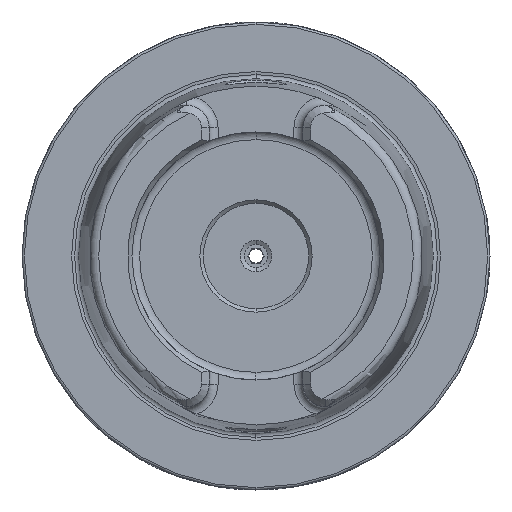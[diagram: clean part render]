
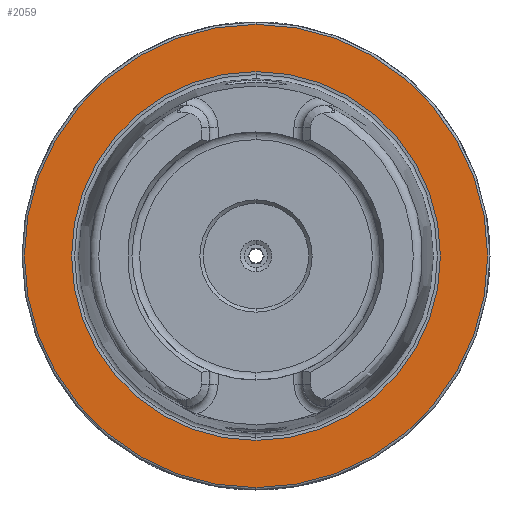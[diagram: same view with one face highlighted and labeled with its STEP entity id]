
A CAD part, left-side view. The second image highlights one B-rep face of the part: STEP entity #2059.
In plain terms, the highlighted planar face has unit normal (-1, 0, 0).
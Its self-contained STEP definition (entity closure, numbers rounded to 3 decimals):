
#296 = CARTESIAN_POINT ( 'NONE',  ( 0., 0., 49.5 ) ) ;
#341 = CARTESIAN_POINT ( 'NONE',  ( 0., 0., -49.5 ) ) ;
#442 = CARTESIAN_POINT ( 'NONE',  ( 0., 0., 0. ) ) ;
#443 = DIRECTION ( 'NONE',  ( -1., 0., 0. ) ) ;
#444 = DIRECTION ( 'NONE',  ( 0., 0., 1. ) ) ;
#1438 = AXIS2_PLACEMENT_3D ( 'NONE', #442, #443, #444 ) ;
#1474 = AXIS2_PLACEMENT_3D ( 'NONE', #10006, #10007, #10008 ) ;
#1529 = AXIS2_PLACEMENT_3D ( 'NONE', #4421, #4423, #4425 ) ;
#1558 = AXIS2_PLACEMENT_3D ( 'NONE', #3298, #3299, #3300 ) ;
#2059 = ADVANCED_FACE ( 'NONE', ( #7923, #7930 ), #5154, .F. ) ;
#2993 = VERTEX_POINT ( 'NONE', #296 ) ;
#3038 = VERTEX_POINT ( 'NONE', #341 ) ;
#3298 = CARTESIAN_POINT ( 'NONE',  ( 0., 0., 0. ) ) ;
#3299 = DIRECTION ( 'NONE',  ( -1., 0., 0. ) ) ;
#3300 = DIRECTION ( 'NONE',  ( 0., 0., 1. ) ) ;
#4060 = CARTESIAN_POINT ( 'NONE',  ( 0., 0., -39.405 ) ) ;
#4297 = CARTESIAN_POINT ( 'NONE',  ( 0., 0., 39.405 ) ) ;
#4421 = CARTESIAN_POINT ( 'NONE',  ( 0., 0., 0. ) ) ;
#4423 = DIRECTION ( 'NONE',  ( -1., 0., 0. ) ) ;
#4425 = DIRECTION ( 'NONE',  ( 0., 0., 1. ) ) ;
#4663 = CIRCLE ( 'NONE', #1474, 49.5 ) ;
#4864 = CIRCLE ( 'NONE', #1529, 39.405 ) ;
#4892 = EDGE_CURVE ( 'NONE', #3038, #2993, #8696, .T. ) ;
#5151 = CARTESIAN_POINT ( 'NONE',  ( 0., 49.5, 0. ) ) ;
#5154 = PLANE ( 'NONE',  #5607 ) ;
#5156 = DIRECTION ( 'NONE',  ( 1., 0., 0. ) ) ;
#5157 = DIRECTION ( 'NONE',  ( 0., 0., -1. ) ) ;
#5607 = AXIS2_PLACEMENT_3D ( 'NONE', #5151, #5156, #5157 ) ;
#6337 = EDGE_CURVE ( 'NONE', #2993, #3038, #4663, .T. ) ;
#7566 = VERTEX_POINT ( 'NONE', #4060 ) ;
#7629 = EDGE_LOOP ( 'NONE', ( #8186, #8204 ) ) ;
#7798 = VERTEX_POINT ( 'NONE', #4297 ) ;
#7923 = FACE_BOUND ( 'NONE', #9181, .T. ) ;
#7930 = FACE_OUTER_BOUND ( 'NONE', #7629, .T. ) ;
#8134 = EDGE_CURVE ( 'NONE', #7798, #7566, #4864, .T. ) ;
#8183 = ORIENTED_EDGE ( 'NONE', *, *, #8134, .F. ) ;
#8186 = ORIENTED_EDGE ( 'NONE', *, *, #6337, .T. ) ;
#8204 = ORIENTED_EDGE ( 'NONE', *, *, #4892, .T. ) ;
#8252 = ORIENTED_EDGE ( 'NONE', *, *, #9569, .F. ) ;
#8696 = CIRCLE ( 'NONE', #1438, 49.5 ) ;
#9181 = EDGE_LOOP ( 'NONE', ( #8183, #8252 ) ) ;
#9569 = EDGE_CURVE ( 'NONE', #7566, #7798, #9668, .T. ) ;
#9668 = CIRCLE ( 'NONE', #1558, 39.405 ) ;
#10006 = CARTESIAN_POINT ( 'NONE',  ( 0., 0., 0. ) ) ;
#10007 = DIRECTION ( 'NONE',  ( -1., 0., 0. ) ) ;
#10008 = DIRECTION ( 'NONE',  ( 0., 0., 1. ) ) ;
